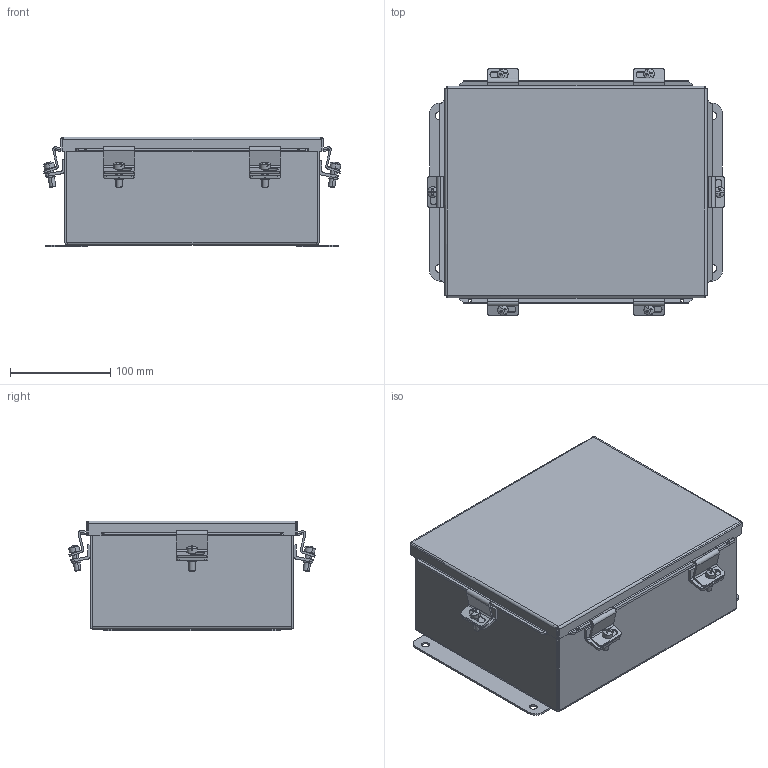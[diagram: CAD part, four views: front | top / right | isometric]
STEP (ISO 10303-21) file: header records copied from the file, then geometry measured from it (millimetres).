
FILE_DESCRIPTION (( 'STEP AP214' ), '1' );
FILE_NAME ('BN4100804.STEP', '2016-02-02T20:00:26', ( '' ), ( '' ), 'SwSTEP 2.0', 'SolidWorks 2014', '' );
FILE_SCHEMA (( 'AUTOMOTIVE_DESIGN' ));
Length unit declared in the file: inch
Products named in the file (10): 3483_1; BN4100804BKP_1; 38811_1; BN41008LID_1; 316164_1; C1001_1; 372135_1; C2002_1; 3499_1; BN4100804
Assembly tree (29 placements, depth 2):
  BN4100804
    3499_1  x4
    C2002_1  x6
    372135_1  x6
    C1001_1  x6
    316164_1  x2
    BN41008LID_1
    38811_1
    BN4100804BKP_1
    3483_1  x2
Bounding box: 297.29 x 246.5 x 109.84 mm (x, y, z)
Volume: 517798.3 mm3; surface area: 543496.5 mm2
Topology: 29 solids, 29 shells, 661 faces, 1644 edges, 1046 vertices
Faces by surface type: plane 363, cylinder 220, torus 28, bspline 24, cone 14, sphere 12
Entity records: 12628 total; most frequent: CARTESIAN_POINT 3067, DIRECTION 1344, ORIENTED_EDGE 1340, EDGE_CURVE 670, LINE 480, VECTOR 480, AXIS2_PLACEMENT_3D 432, VERTEX_POINT 413
